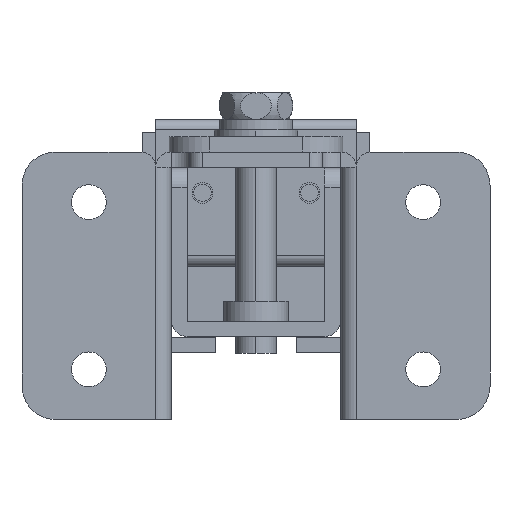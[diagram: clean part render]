
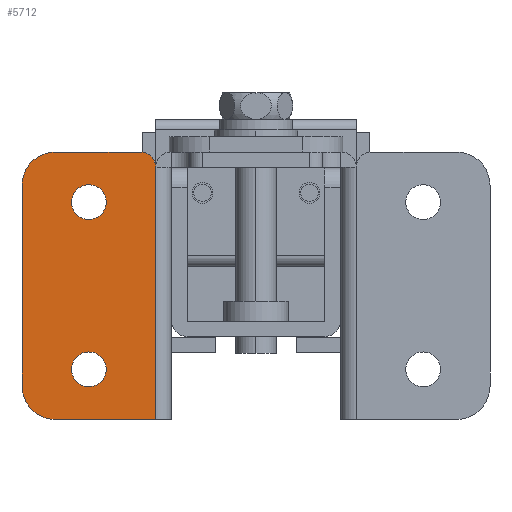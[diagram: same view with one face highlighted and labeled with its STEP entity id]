
A CAD part, front view. The second image highlights one B-rep face of the part: STEP entity #5712.
In plain terms, the highlighted planar face has unit normal (0, -1, 0).
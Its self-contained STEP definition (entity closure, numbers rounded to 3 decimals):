
#733 = PLANE ( 'NONE',  #1768 ) ;
#734 = CARTESIAN_POINT ( 'NONE',  ( -30., 0., 15. ) ) ;
#735 = DIRECTION ( 'NONE',  ( 0., 1., 0. ) ) ;
#736 = DIRECTION ( 'NONE',  ( 0., 0., 1. ) ) ;
#750 = CARTESIAN_POINT ( 'NONE',  ( -25., 0., -12.5 ) ) ;
#751 = DIRECTION ( 'NONE',  ( 0., 1., 0. ) ) ;
#752 = DIRECTION ( 'NONE',  ( 0., 0., 1. ) ) ;
#789 = CARTESIAN_POINT ( 'NONE',  ( -17.3, 0., 17.7 ) ) ;
#793 = DIRECTION ( 'NONE',  ( 0., -1., 0. ) ) ;
#794 = DIRECTION ( 'NONE',  ( 0., 0., 1. ) ) ;
#832 = LINE ( 'NONE', #833, #1802 ) ;
#833 = CARTESIAN_POINT ( 'NONE',  ( -30., 0., 20. ) ) ;
#834 = DIRECTION ( 'NONE',  ( 1., 0., 0. ) ) ;
#844 = LINE ( 'NONE', #845, #1808 ) ;
#845 = CARTESIAN_POINT ( 'NONE',  ( -15., 0., 15. ) ) ;
#846 = DIRECTION ( 'NONE',  ( 0., 0., 1. ) ) ;
#856 = CARTESIAN_POINT ( 'NONE',  ( -30., 0., 15. ) ) ;
#857 = DIRECTION ( 'NONE',  ( 0., 1., 0. ) ) ;
#858 = DIRECTION ( 'NONE',  ( 0., 0., 1. ) ) ;
#1768 = AXIS2_PLACEMENT_3D ( 'NONE', #734, #735, #736 ) ;
#1773 = FACE_BOUND ( 'NONE', #6817, .T. ) ;
#1774 = FACE_OUTER_BOUND ( 'NONE', #6792, .T. ) ;
#1777 = FACE_BOUND ( 'NONE', #6790, .T. ) ;
#1787 = AXIS2_PLACEMENT_3D ( 'NONE', #750, #751, #752 ) ;
#1789 = AXIS2_PLACEMENT_3D ( 'NONE', #789, #793, #794 ) ;
#1794 = AXIS2_PLACEMENT_3D ( 'NONE', #856, #857, #858 ) ;
#1802 = VECTOR ( 'NONE', #834, 1000. ) ;
#1808 = VECTOR ( 'NONE', #846, 1000. ) ;
#2251 = AXIS2_PLACEMENT_3D ( 'NONE', #2903, #2910, #2911 ) ;
#2259 = VECTOR ( 'NONE', #2927, 1000. ) ;
#2434 = AXIS2_PLACEMENT_3D ( 'NONE', #3222, #3223, #3224 ) ;
#2444 = AXIS2_PLACEMENT_3D ( 'NONE', #3198, #3199, #3200 ) ;
#2462 = VECTOR ( 'NONE', #3255, 1000. ) ;
#2903 = CARTESIAN_POINT ( 'NONE',  ( -25., 0., 12.5 ) ) ;
#2910 = DIRECTION ( 'NONE',  ( 0., 1., 0. ) ) ;
#2911 = DIRECTION ( 'NONE',  ( 0., 0., 1. ) ) ;
#2925 = LINE ( 'NONE', #2926, #2259 ) ;
#2926 = CARTESIAN_POINT ( 'NONE',  ( -30., 0., -20. ) ) ;
#2927 = DIRECTION ( 'NONE',  ( -1., 0., 0. ) ) ;
#3198 = CARTESIAN_POINT ( 'NONE',  ( -25., 0., 12.5 ) ) ;
#3199 = DIRECTION ( 'NONE',  ( 0., 1., 0. ) ) ;
#3200 = DIRECTION ( 'NONE',  ( 0., 0., 1. ) ) ;
#3222 = CARTESIAN_POINT ( 'NONE',  ( -25., 0., -12.5 ) ) ;
#3223 = DIRECTION ( 'NONE',  ( 0., 1., 0. ) ) ;
#3224 = DIRECTION ( 'NONE',  ( 0., 0., 1. ) ) ;
#3253 = LINE ( 'NONE', #3254, #2462 ) ;
#3254 = CARTESIAN_POINT ( 'NONE',  ( -35., 0., -15. ) ) ;
#3255 = DIRECTION ( 'NONE',  ( 0., 0., 1. ) ) ;
#3989 = AXIS2_PLACEMENT_3D ( 'NONE', #4615, #4628, #4629 ) ;
#4615 = CARTESIAN_POINT ( 'NONE',  ( -30., 0., -15. ) ) ;
#4628 = DIRECTION ( 'NONE',  ( 0., 1., 0. ) ) ;
#4629 = DIRECTION ( 'NONE',  ( 0., 0., 1. ) ) ;
#4781 = CARTESIAN_POINT ( 'NONE',  ( -30., 0., 20. ) ) ;
#4782 = CARTESIAN_POINT ( 'NONE',  ( -35., 0., 15. ) ) ;
#4783 = CARTESIAN_POINT ( 'NONE',  ( -30., 0., -20. ) ) ;
#4785 = CARTESIAN_POINT ( 'NONE',  ( -17.3, 0., 20. ) ) ;
#4787 = CARTESIAN_POINT ( 'NONE',  ( -15., 0., 17.7 ) ) ;
#4789 = CARTESIAN_POINT ( 'NONE',  ( -25., 0., 15.1 ) ) ;
#4796 = CARTESIAN_POINT ( 'NONE',  ( -25., 0., -9.9 ) ) ;
#4818 = CARTESIAN_POINT ( 'NONE',  ( -25., 0., -15.1 ) ) ;
#4884 = CARTESIAN_POINT ( 'NONE',  ( -25., 0., 9.9 ) ) ;
#4888 = CARTESIAN_POINT ( 'NONE',  ( -15., 0., -20. ) ) ;
#4890 = CARTESIAN_POINT ( 'NONE',  ( -35., 0., -15. ) ) ;
#5712 = ADVANCED_FACE ( 'NONE', ( #1773, #1774, #1777 ), #733, .F. ) ;
#5717 = EDGE_CURVE ( 'NONE', #8764, #8786, #7256, .T. ) ;
#5722 = EDGE_CURVE ( 'NONE', #8755, #8753, #7255, .T. ) ;
#5726 = EDGE_CURVE ( 'NONE', #8749, #8753, #832, .T. ) ;
#5730 = EDGE_CURVE ( 'NONE', #8856, #8755, #844, .T. ) ;
#5734 = EDGE_CURVE ( 'NONE', #8750, #8749, #7260, .T. ) ;
#6368 = ORIENTED_EDGE ( 'NONE', *, *, #5730, .T. ) ;
#6369 = ORIENTED_EDGE ( 'NONE', *, *, #7182, .T. ) ;
#6370 = ORIENTED_EDGE ( 'NONE', *, *, #7466, .F. ) ;
#6371 = ORIENTED_EDGE ( 'NONE', *, *, #7192, .F. ) ;
#6372 = ORIENTED_EDGE ( 'NONE', *, *, #5726, .F. ) ;
#6373 = ORIENTED_EDGE ( 'NONE', *, *, #5734, .F. ) ;
#6374 = ORIENTED_EDGE ( 'NONE', *, *, #5717, .T. ) ;
#6376 = ORIENTED_EDGE ( 'NONE', *, *, #5722, .T. ) ;
#6381 = ORIENTED_EDGE ( 'NONE', *, *, #7090, .F. ) ;
#6790 = EDGE_LOOP ( 'NONE', ( #8870, #8867 ) ) ;
#6792 = EDGE_LOOP ( 'NONE', ( #6368, #6376, #6372, #6373, #6371, #6370, #6381 ) ) ;
#6817 = EDGE_LOOP ( 'NONE', ( #6369, #6374 ) ) ;
#7085 = EDGE_CURVE ( 'NONE', #8757, #8852, #10042, .T. ) ;
#7090 = EDGE_CURVE ( 'NONE', #8856, #8751, #2925, .T. ) ;
#7174 = EDGE_CURVE ( 'NONE', #8852, #8757, #10055, .T. ) ;
#7182 = EDGE_CURVE ( 'NONE', #8786, #8764, #10061, .T. ) ;
#7192 = EDGE_CURVE ( 'NONE', #8858, #8750, #3253, .T. ) ;
#7255 = CIRCLE ( 'NONE', #1789, 2.3 ) ;
#7256 = CIRCLE ( 'NONE', #1787, 2.6 ) ;
#7260 = CIRCLE ( 'NONE', #1794, 5. ) ;
#7466 = EDGE_CURVE ( 'NONE', #8751, #8858, #10105, .T. ) ;
#8749 = VERTEX_POINT ( 'NONE', #4781 ) ;
#8750 = VERTEX_POINT ( 'NONE', #4782 ) ;
#8751 = VERTEX_POINT ( 'NONE', #4783 ) ;
#8753 = VERTEX_POINT ( 'NONE', #4785 ) ;
#8755 = VERTEX_POINT ( 'NONE', #4787 ) ;
#8757 = VERTEX_POINT ( 'NONE', #4789 ) ;
#8764 = VERTEX_POINT ( 'NONE', #4796 ) ;
#8786 = VERTEX_POINT ( 'NONE', #4818 ) ;
#8852 = VERTEX_POINT ( 'NONE', #4884 ) ;
#8856 = VERTEX_POINT ( 'NONE', #4888 ) ;
#8858 = VERTEX_POINT ( 'NONE', #4890 ) ;
#8867 = ORIENTED_EDGE ( 'NONE', *, *, #7085, .T. ) ;
#8870 = ORIENTED_EDGE ( 'NONE', *, *, #7174, .T. ) ;
#10042 = CIRCLE ( 'NONE', #2251, 2.6 ) ;
#10055 = CIRCLE ( 'NONE', #2444, 2.6 ) ;
#10061 = CIRCLE ( 'NONE', #2434, 2.6 ) ;
#10105 = CIRCLE ( 'NONE', #3989, 5. ) ;
